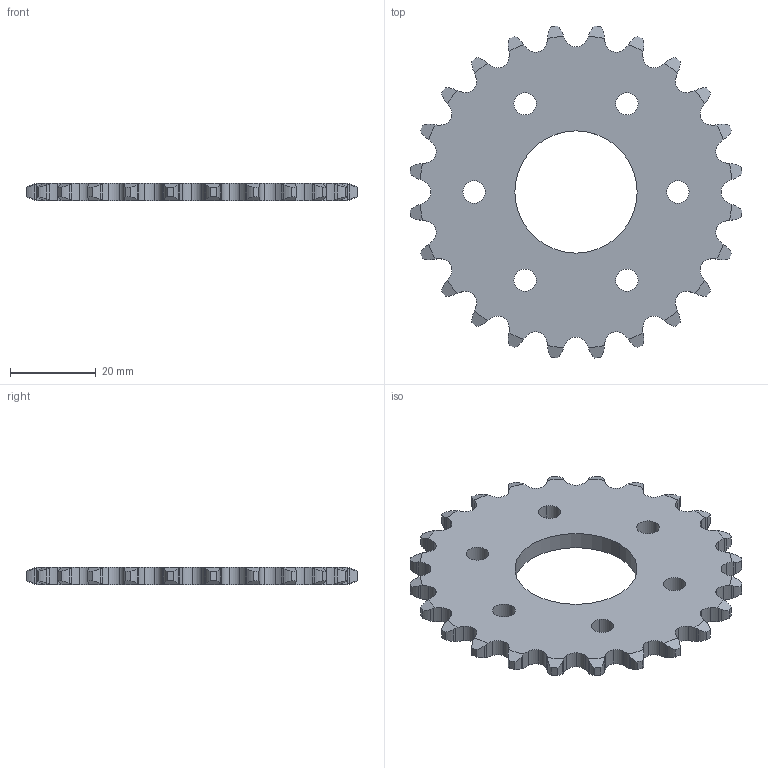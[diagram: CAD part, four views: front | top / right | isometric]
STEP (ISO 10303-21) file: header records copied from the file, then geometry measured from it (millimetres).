
FILE_DESCRIPTION (( 'STEP AP214' ), '1' );
FILE_NAME ('S35-24L.STEP', '2018-02-08T18:44:42', ( '' ), ( '' ), 'SwSTEP 2.0', 'SolidWorks 2017', '' );
FILE_SCHEMA (( 'AUTOMOTIVE_DESIGN' ));
Length unit declared in the file: millimetre
Products named in the file (1): S35-24L
Bounding box: 77.57 x 77.57 x 4.06 mm (x, y, z)
Volume: 13397.9 mm3; surface area: 8748.6 mm2
Topology: 1 solids, 1 shells, 280 faces, 834 edges, 556 vertices
Faces by surface type: cylinder 182, plane 50, cone 48
Entity records: 10056 total; most frequent: CARTESIAN_POINT 2727, ORIENTED_EDGE 1668, DIRECTION 1424, EDGE_CURVE 834, AXIS2_PLACEMENT_3D 597, VERTEX_POINT 556, CIRCLE 316, EDGE_LOOP 294
